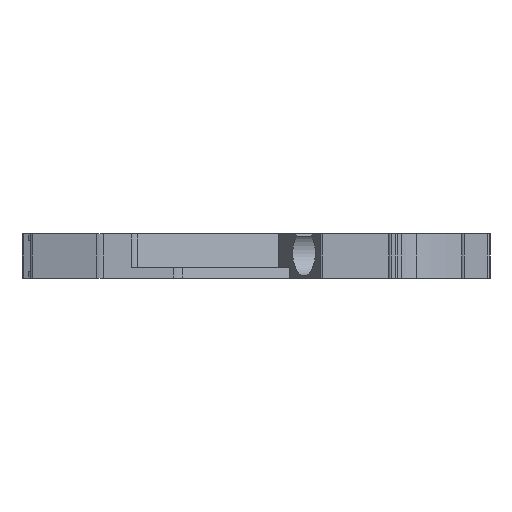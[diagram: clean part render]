
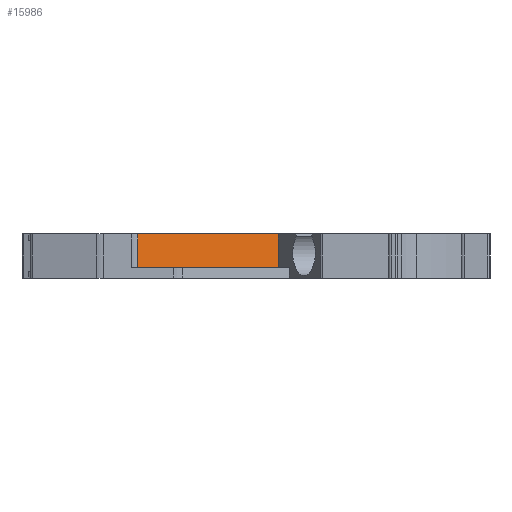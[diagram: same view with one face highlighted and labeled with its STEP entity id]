
A CAD part, left-side view. The second image highlights one B-rep face of the part: STEP entity #15986.
In plain terms, the highlighted planar face has unit normal (-0.866, -0.5, 0).
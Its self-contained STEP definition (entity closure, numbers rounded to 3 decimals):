
#32 = PLANE('',#33);
#33 = AXIS2_PLACEMENT_3D('',#34,#35,#36);
#34 = CARTESIAN_POINT('',(-0.1,0.4,5.1));
#35 = DIRECTION('',(0.,0.,1.));
#36 = DIRECTION('',(1.,0.,0.));
#2183 = PLANE('',#2184);
#2184 = AXIS2_PLACEMENT_3D('',#2185,#2186,#2187);
#2185 = CARTESIAN_POINT('',(-17.6,30.711,5.1));
#2186 = DIRECTION('',(-0.5,0.866,0.));
#2187 = DIRECTION('',(0.866,0.5,0.));
#2280 = VERTEX_POINT('',#2281);
#2281 = CARTESIAN_POINT('',(-39.04,18.332,5.1));
#2302 = EDGE_CURVE('',#2303,#2280,#2305,.T.);
#2303 = VERTEX_POINT('',#2304);
#2304 = CARTESIAN_POINT('',(-48.401,34.546,5.1));
#2305 = SURFACE_CURVE('',#2306,(#2310,#2317),.PCURVE_S1.);
#2306 = LINE('',#2307,#2308);
#2307 = CARTESIAN_POINT('',(-48.401,34.546,5.1));
#2308 = VECTOR('',#2309,1.);
#2309 = DIRECTION('',(0.5,-0.866,0.));
#2310 = PCURVE('',#32,#2311);
#2311 = DEFINITIONAL_REPRESENTATION('',(#2312),#2316);
#2312 = LINE('',#2313,#2314);
#2313 = CARTESIAN_POINT('',(-48.301,34.146));
#2314 = VECTOR('',#2315,1.);
#2315 = DIRECTION('',(0.5,-0.866));
#2316 = ( GEOMETRIC_REPRESENTATION_CONTEXT(2) 
PARAMETRIC_REPRESENTATION_CONTEXT() REPRESENTATION_CONTEXT('2D SPACE',''
  ) );
#2317 = PCURVE('',#2318,#2323);
#2318 = PLANE('',#2319);
#2319 = AXIS2_PLACEMENT_3D('',#2320,#2321,#2322);
#2320 = CARTESIAN_POINT('',(-39.04,18.332,5.1));
#2321 = DIRECTION('',(0.866,0.5,0.));
#2322 = DIRECTION('',(-0.5,0.866,0.));
#2323 = DEFINITIONAL_REPRESENTATION('',(#2324),#2328);
#2324 = LINE('',#2325,#2326);
#2325 = CARTESIAN_POINT('',(18.722,0.));
#2326 = VECTOR('',#2327,1.);
#2327 = DIRECTION('',(-1.,0.));
#2328 = ( GEOMETRIC_REPRESENTATION_CONTEXT(2) 
PARAMETRIC_REPRESENTATION_CONTEXT() REPRESENTATION_CONTEXT('2D SPACE',''
  ) );
#2347 = CYLINDRICAL_SURFACE('',#2348,1.4);
#2348 = AXIS2_PLACEMENT_3D('',#2349,#2350,#2351);
#2349 = CARTESIAN_POINT('',(-47.189,35.246,
    5.133));
#2350 = DIRECTION('',(0.,0.,-1.));
#2351 = DIRECTION('',(-0.866,-0.5,0.));
#11802 = VERTEX_POINT('',#11803);
#11803 = CARTESIAN_POINT('',(-39.04,18.332,1.2));
#11817 = PLANE('',#11818);
#11818 = AXIS2_PLACEMENT_3D('',#11819,#11820,#11821);
#11819 = CARTESIAN_POINT('',(-35.577,18.6,1.2));
#11820 = DIRECTION('',(0.,0.,1.));
#11821 = DIRECTION('',(0.866,0.5,0.));
#11829 = EDGE_CURVE('',#2280,#11802,#11830,.T.);
#11830 = SURFACE_CURVE('',#11831,(#11835,#11842),.PCURVE_S1.);
#11831 = LINE('',#11832,#11833);
#11832 = CARTESIAN_POINT('',(-39.04,18.332,5.1));
#11833 = VECTOR('',#11834,1.);
#11834 = DIRECTION('',(0.,0.,-1.));
#11835 = PCURVE('',#2183,#11836);
#11836 = DEFINITIONAL_REPRESENTATION('',(#11837),#11841);
#11837 = LINE('',#11838,#11839);
#11838 = CARTESIAN_POINT('',(-24.757,0.));
#11839 = VECTOR('',#11840,1.);
#11840 = DIRECTION('',(0.,1.));
#11841 = ( GEOMETRIC_REPRESENTATION_CONTEXT(2) 
PARAMETRIC_REPRESENTATION_CONTEXT() REPRESENTATION_CONTEXT('2D SPACE',''
  ) );
#11842 = PCURVE('',#2318,#11843);
#11843 = DEFINITIONAL_REPRESENTATION('',(#11844),#11848);
#11844 = LINE('',#11845,#11846);
#11845 = CARTESIAN_POINT('',(0.,0.));
#11846 = VECTOR('',#11847,1.);
#11847 = DIRECTION('',(0.,-1.));
#11848 = ( GEOMETRIC_REPRESENTATION_CONTEXT(2) 
PARAMETRIC_REPRESENTATION_CONTEXT() REPRESENTATION_CONTEXT('2D SPACE',''
  ) );
#11952 = VERTEX_POINT('',#11953);
#11953 = CARTESIAN_POINT('',(-48.401,34.546,1.2));
#11979 = EDGE_CURVE('',#11802,#11952,#11980,.T.);
#11980 = SURFACE_CURVE('',#11981,(#11985,#11992),.PCURVE_S1.);
#11981 = LINE('',#11982,#11983);
#11982 = CARTESIAN_POINT('',(-39.04,18.332,1.2));
#11983 = VECTOR('',#11984,1.);
#11984 = DIRECTION('',(-0.5,0.866,0.));
#11985 = PCURVE('',#11817,#11986);
#11986 = DEFINITIONAL_REPRESENTATION('',(#11987),#11991);
#11987 = LINE('',#11988,#11989);
#11988 = CARTESIAN_POINT('',(-3.134,1.5));
#11989 = VECTOR('',#11990,1.);
#11990 = DIRECTION('',(0.,1.));
#11991 = ( GEOMETRIC_REPRESENTATION_CONTEXT(2) 
PARAMETRIC_REPRESENTATION_CONTEXT() REPRESENTATION_CONTEXT('2D SPACE',''
  ) );
#11992 = PCURVE('',#2318,#11993);
#11993 = DEFINITIONAL_REPRESENTATION('',(#11994),#11998);
#11994 = LINE('',#11995,#11996);
#11995 = CARTESIAN_POINT('',(0.,-3.9));
#11996 = VECTOR('',#11997,1.);
#11997 = DIRECTION('',(1.,0.));
#11998 = ( GEOMETRIC_REPRESENTATION_CONTEXT(2) 
PARAMETRIC_REPRESENTATION_CONTEXT() REPRESENTATION_CONTEXT('2D SPACE',''
  ) );
#15986 = ADVANCED_FACE('',(#15987),#2318,.F.);
#15987 = FACE_BOUND('',#15988,.F.);
#15988 = EDGE_LOOP('',(#15989,#16010,#16011,#16012));
#15989 = ORIENTED_EDGE('',*,*,#15990,.F.);
#15990 = EDGE_CURVE('',#2303,#11952,#15991,.T.);
#15991 = SURFACE_CURVE('',#15992,(#15996,#16003),.PCURVE_S1.);
#15992 = LINE('',#15993,#15994);
#15993 = CARTESIAN_POINT('',(-48.401,34.546,5.1));
#15994 = VECTOR('',#15995,1.);
#15995 = DIRECTION('',(0.,0.,-1.));
#15996 = PCURVE('',#2318,#15997);
#15997 = DEFINITIONAL_REPRESENTATION('',(#15998),#16002);
#15998 = LINE('',#15999,#16000);
#15999 = CARTESIAN_POINT('',(18.722,0.));
#16000 = VECTOR('',#16001,1.);
#16001 = DIRECTION('',(0.,-1.));
#16002 = ( GEOMETRIC_REPRESENTATION_CONTEXT(2) 
PARAMETRIC_REPRESENTATION_CONTEXT() REPRESENTATION_CONTEXT('2D SPACE',''
  ) );
#16003 = PCURVE('',#2347,#16004);
#16004 = DEFINITIONAL_REPRESENTATION('',(#16005),#16009);
#16005 = LINE('',#16006,#16007);
#16006 = CARTESIAN_POINT('',(0.,0.033));
#16007 = VECTOR('',#16008,1.);
#16008 = DIRECTION('',(0.,1.));
#16009 = ( GEOMETRIC_REPRESENTATION_CONTEXT(2) 
PARAMETRIC_REPRESENTATION_CONTEXT() REPRESENTATION_CONTEXT('2D SPACE',''
  ) );
#16010 = ORIENTED_EDGE('',*,*,#2302,.T.);
#16011 = ORIENTED_EDGE('',*,*,#11829,.T.);
#16012 = ORIENTED_EDGE('',*,*,#11979,.T.);
